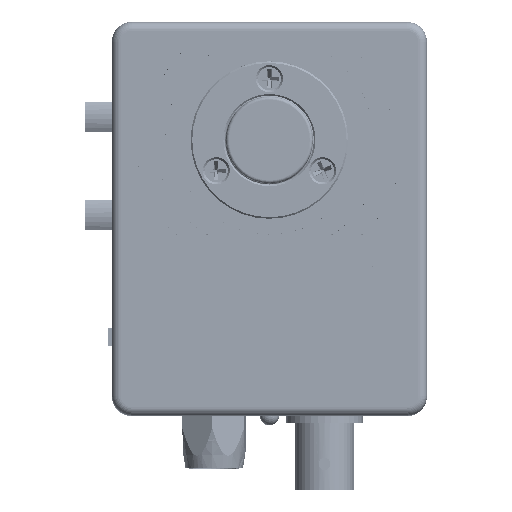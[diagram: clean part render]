
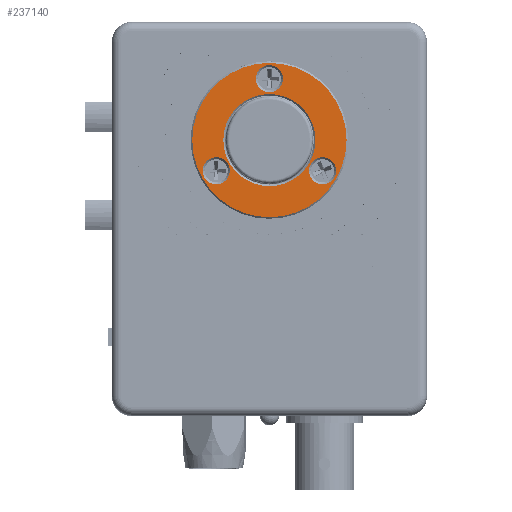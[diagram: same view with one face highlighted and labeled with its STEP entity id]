
A CAD part, top view. The second image highlights one B-rep face of the part: STEP entity #237140.
In plain terms, the highlighted planar face has unit normal (0, 0, 1).
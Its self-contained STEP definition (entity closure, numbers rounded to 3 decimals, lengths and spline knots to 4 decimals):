
#6933 = CIRCLE ( 'NONE', #9836, 0.49 ) ;
#8546 = CARTESIAN_POINT ( 'NONE',  ( -0.49, 1.75, 0.1176 ) ) ;
#9781 = CARTESIAN_POINT ( 'NONE',  ( 0., 1.75, 0.1176 ) ) ;
#9805 = DIRECTION ( 'NONE',  ( 1., 0., 0. ) ) ;
#9807 = DIRECTION ( 'NONE',  ( 0., 0., 1. ) ) ;
#9836 = AXIS2_PLACEMENT_3D ( 'NONE', #9781, #9807, #9805 ) ;
#10217 = CARTESIAN_POINT ( 'NONE',  ( 0.2925, 1.75, 0.1176 ) ) ;
#10318 = DIRECTION ( 'NONE',  ( 1., 0., 0. ) ) ;
#10331 = DIRECTION ( 'NONE',  ( 0., 0., -1. ) ) ;
#10344 = CIRCLE ( 'NONE', #10373, 0.2925 ) ;
#10357 = CARTESIAN_POINT ( 'NONE',  ( 0., 1.75, 0.1176 ) ) ;
#10373 = AXIS2_PLACEMENT_3D ( 'NONE', #10357, #10331, #10318 ) ;
#10380 = CARTESIAN_POINT ( 'NONE',  ( -0.2925, 1.75, 0.1176 ) ) ;
#10503 = CARTESIAN_POINT ( 'NONE',  ( 0.49, 1.75, 0.1176 ) ) ;
#11348 = DIRECTION ( 'NONE',  ( 1., 0., 0. ) ) ;
#11350 = DIRECTION ( 'NONE',  ( 0., 0., 1. ) ) ;
#11353 = CARTESIAN_POINT ( 'NONE',  ( 0., 2.14, 0.1176 ) ) ;
#11356 = AXIS2_PLACEMENT_3D ( 'NONE', #11353, #11350, #11348 ) ;
#11374 = CIRCLE ( 'NONE', #11356, 0.086 ) ;
#11483 = CARTESIAN_POINT ( 'NONE',  ( 0.086, 2.14, 0.1176 ) ) ;
#11529 = CARTESIAN_POINT ( 'NONE',  ( -0.086, 2.14, 0.1176 ) ) ;
#11870 = CIRCLE ( 'NONE', #11988, 0.086 ) ;
#11892 = CARTESIAN_POINT ( 'NONE',  ( -0.4237, 1.555, 0.1176 ) ) ;
#11971 = DIRECTION ( 'NONE',  ( 1., 0., 0. ) ) ;
#11974 = DIRECTION ( 'NONE',  ( 0., 0., 1. ) ) ;
#11976 = CARTESIAN_POINT ( 'NONE',  ( -0.3377, 1.555, 0.1176 ) ) ;
#11981 = CARTESIAN_POINT ( 'NONE',  ( 0.2517, 1.555, 0.1176 ) ) ;
#11988 = AXIS2_PLACEMENT_3D ( 'NONE', #11976, #11974, #11971 ) ;
#12014 = CARTESIAN_POINT ( 'NONE',  ( -0.2517, 1.555, 0.1176 ) ) ;
#12075 = DIRECTION ( 'NONE',  ( 1., 0., 0. ) ) ;
#12076 = DIRECTION ( 'NONE',  ( 0., 0., 1. ) ) ;
#12077 = CARTESIAN_POINT ( 'NONE',  ( 0.3377, 1.555, 0.1176 ) ) ;
#12079 = AXIS2_PLACEMENT_3D ( 'NONE', #12077, #12076, #12075 ) ;
#12088 = CIRCLE ( 'NONE', #12079, 0.086 ) ;
#12372 = CARTESIAN_POINT ( 'NONE',  ( 0.4237, 1.555, 0.1176 ) ) ;
#13405 = FACE_BOUND ( 'NONE', #237384, .T. ) ;
#13471 = DIRECTION ( 'NONE',  ( 1., 0., 0. ) ) ;
#13472 = DIRECTION ( 'NONE',  ( 0., 0., 1. ) ) ;
#13487 = FACE_BOUND ( 'NONE', #237363, .T. ) ;
#13496 = FACE_BOUND ( 'NONE', #237381, .T. ) ;
#13498 = FACE_BOUND ( 'NONE', #237071, .T. ) ;
#13502 = CARTESIAN_POINT ( 'NONE',  ( 0., 1.75, 0.1176 ) ) ;
#13504 = AXIS2_PLACEMENT_3D ( 'NONE', #13502, #13472, #13471 ) ;
#13510 = PLANE ( 'NONE',  #13504 ) ;
#13516 = FACE_OUTER_BOUND ( 'NONE', #237228, .T. ) ;
#13573 = DIRECTION ( 'NONE',  ( 1., 0., 0. ) ) ;
#13577 = DIRECTION ( 'NONE',  ( 0., 0., -1. ) ) ;
#13580 = AXIS2_PLACEMENT_3D ( 'NONE', #13635, #13577, #13573 ) ;
#13595 = CIRCLE ( 'NONE', #13580, 0.2925 ) ;
#13616 = DIRECTION ( 'NONE',  ( 1., 0., 0. ) ) ;
#13618 = DIRECTION ( 'NONE',  ( 0., 0., 1. ) ) ;
#13620 = AXIS2_PLACEMENT_3D ( 'NONE', #13626, #13618, #13616 ) ;
#13621 = CIRCLE ( 'NONE', #13620, 0.49 ) ;
#13626 = CARTESIAN_POINT ( 'NONE',  ( 0., 1.75, 0.1176 ) ) ;
#13635 = CARTESIAN_POINT ( 'NONE',  ( 0., 1.75, 0.1176 ) ) ;
#13903 = CARTESIAN_POINT ( 'NONE',  ( 0., 2.14, 0.1176 ) ) ;
#13910 = DIRECTION ( 'NONE',  ( 1., 0., 0. ) ) ;
#13913 = DIRECTION ( 'NONE',  ( 0., 0., 1. ) ) ;
#13916 = DIRECTION ( 'NONE',  ( 0., 0., 1. ) ) ;
#13927 = AXIS2_PLACEMENT_3D ( 'NONE', #13931, #13916, #13910 ) ;
#13931 = CARTESIAN_POINT ( 'NONE',  ( 0.3377, 1.555, 0.1176 ) ) ;
#13953 = CIRCLE ( 'NONE', #13927, 0.086 ) ;
#13975 = DIRECTION ( 'NONE',  ( 1., 0., 0. ) ) ;
#13978 = DIRECTION ( 'NONE',  ( 0., 0., 1. ) ) ;
#13980 = CARTESIAN_POINT ( 'NONE',  ( -0.3377, 1.555, 0.1176 ) ) ;
#13982 = AXIS2_PLACEMENT_3D ( 'NONE', #13980, #13978, #13975 ) ;
#14045 = DIRECTION ( 'NONE',  ( 1., 0., 0. ) ) ;
#14050 = CIRCLE ( 'NONE', #13982, 0.086 ) ;
#14073 = AXIS2_PLACEMENT_3D ( 'NONE', #13903, #13913, #14045 ) ;
#14076 = CIRCLE ( 'NONE', #14073, 0.086 ) ;
#234782 = VERTEX_POINT ( 'NONE', #8546 ) ;
#235598 = VERTEX_POINT ( 'NONE', #10380 ) ;
#235602 = VERTEX_POINT ( 'NONE', #10217 ) ;
#235612 = EDGE_CURVE ( 'NONE', #235602, #235598, #10344, .T. ) ;
#235746 = EDGE_CURVE ( 'NONE', #235751, #234782, #6933, .T. ) ;
#235751 = VERTEX_POINT ( 'NONE', #10503 ) ;
#236032 = EDGE_CURVE ( 'NONE', #236150, #236145, #11374, .T. ) ;
#236145 = VERTEX_POINT ( 'NONE', #11483 ) ;
#236150 = VERTEX_POINT ( 'NONE', #11529 ) ;
#236352 = VERTEX_POINT ( 'NONE', #12014 ) ;
#236369 = VERTEX_POINT ( 'NONE', #11892 ) ;
#236380 = EDGE_CURVE ( 'NONE', #236369, #236352, #11870, .T. ) ;
#236388 = VERTEX_POINT ( 'NONE', #11981 ) ;
#236404 = EDGE_CURVE ( 'NONE', #236388, #236558, #12088, .T. ) ;
#236558 = VERTEX_POINT ( 'NONE', #12372 ) ;
#237071 = EDGE_LOOP ( 'NONE', ( #237262, #237166 ) ) ;
#237140 = ADVANCED_FACE ( 'NONE', ( #13516, #13498, #13496, #13487, #13405 ), #13510, .T. ) ;
#237150 = ORIENTED_EDGE ( 'NONE', *, *, #235746, .T. ) ;
#237162 = ORIENTED_EDGE ( 'NONE', *, *, #237175, .T. ) ;
#237166 = ORIENTED_EDGE ( 'NONE', *, *, #237178, .T. ) ;
#237175 = EDGE_CURVE ( 'NONE', #234782, #235751, #13621, .T. ) ;
#237178 = EDGE_CURVE ( 'NONE', #235598, #235602, #13595, .T. ) ;
#237216 = ORIENTED_EDGE ( 'NONE', *, *, #236380, .F. ) ;
#237228 = EDGE_LOOP ( 'NONE', ( #237162, #237150 ) ) ;
#237242 = ORIENTED_EDGE ( 'NONE', *, *, #237424, .F. ) ;
#237262 = ORIENTED_EDGE ( 'NONE', *, *, #235612, .T. ) ;
#237276 = ORIENTED_EDGE ( 'NONE', *, *, #237356, .F. ) ;
#237342 = EDGE_CURVE ( 'NONE', #236558, #236388, #13953, .T. ) ;
#237356 = EDGE_CURVE ( 'NONE', #236145, #236150, #14076, .T. ) ;
#237363 = EDGE_LOOP ( 'NONE', ( #237242, #237216 ) ) ;
#237381 = EDGE_LOOP ( 'NONE', ( #237276, #237390 ) ) ;
#237384 = EDGE_LOOP ( 'NONE', ( #237409, #237435 ) ) ;
#237390 = ORIENTED_EDGE ( 'NONE', *, *, #236032, .F. ) ;
#237409 = ORIENTED_EDGE ( 'NONE', *, *, #237342, .F. ) ;
#237424 = EDGE_CURVE ( 'NONE', #236352, #236369, #14050, .T. ) ;
#237435 = ORIENTED_EDGE ( 'NONE', *, *, #236404, .F. ) ;
